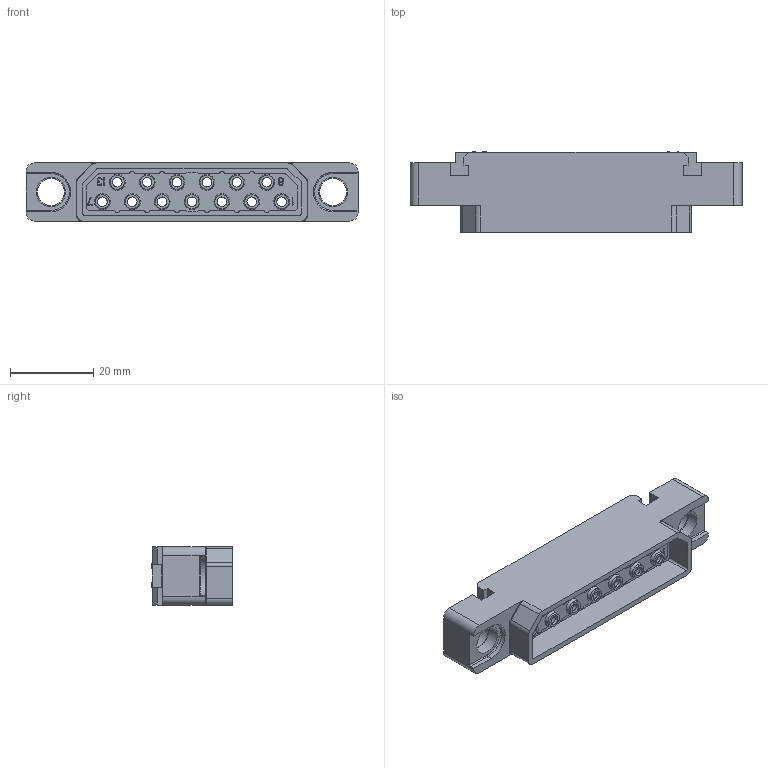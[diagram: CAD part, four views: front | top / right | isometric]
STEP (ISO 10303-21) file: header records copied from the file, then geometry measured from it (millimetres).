
FILE_DESCRIPTION((''),'2;1');
FILE_NAME('1900ND05P2X00C','2019-10-29T',('presta_be4'),(''),'CREO PARAMETRIC BY PTC INC, 2018360','CREO PARAMETRIC BY PTC INC, 2018360','');
FILE_SCHEMA(('CONFIG_CONTROL_DESIGN'));
Length unit declared in the file: millimetre
Products named in the file (1): 1900ND05P2X00C
Bounding box: 80 x 19.35 x 14 mm (x, y, z)
Volume: 9736.2 mm3; surface area: 10535.6 mm2
Topology: 5 solids, 5 shells, 949 faces, 2580 edges, 1658 vertices
Faces by surface type: plane 463, cylinder 342, cone 108, torus 24, bspline 12
Entity records: 30890 total; most frequent: CARTESIAN_POINT 6319, ORIENTED_EDGE 5160, DIRECTION 5082, EDGE_CURVE 2580, AXIS2_PLACEMENT_3D 1699, VECTOR 1684, LINE 1684, VERTEX_POINT 1658
